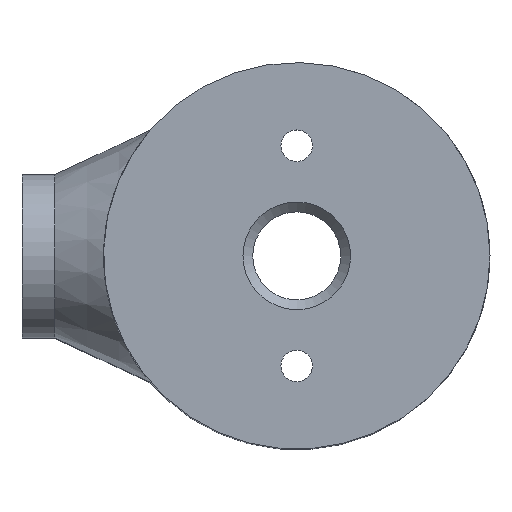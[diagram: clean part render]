
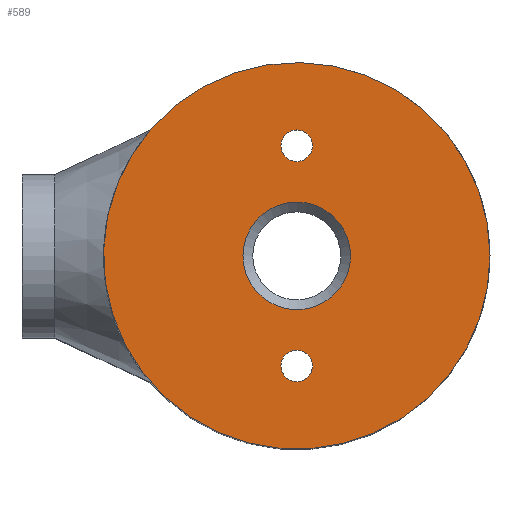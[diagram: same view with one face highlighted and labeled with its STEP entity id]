
A CAD part, top view. The second image highlights one B-rep face of the part: STEP entity #589.
In plain terms, the highlighted planar face has unit normal (0, 0, 1).
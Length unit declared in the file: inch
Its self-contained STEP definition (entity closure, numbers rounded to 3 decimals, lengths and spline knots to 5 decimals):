
#94=PLANE($,#658);
#118=FACE_BOUND($,#245,.T.);
#119=FACE_BOUND($,#246,.T.);
#120=FACE_BOUND($,#247,.T.);
#153=CIRCLE($,#652,0.5925);
#155=CIRCLE($,#655,0.165);
#157=CIRCLE($,#659,0.0485);
#158=CIRCLE($,#660,0.0485);
#191=FACE_OUTER_BOUND($,#244,.T.);
#244=EDGE_LOOP($,(#519));
#245=EDGE_LOOP($,(#520));
#246=EDGE_LOOP($,(#521));
#247=EDGE_LOOP($,(#522));
#313=VERTEX_POINT($,#1085);
#315=VERTEX_POINT($,#1090);
#317=VERTEX_POINT($,#1096);
#318=VERTEX_POINT($,#1098);
#385=EDGE_CURVE($,#313,#313,#153,.T.);
#387=EDGE_CURVE($,#315,#315,#155,.T.);
#389=EDGE_CURVE($,#317,#317,#157,.T.);
#390=EDGE_CURVE($,#318,#318,#158,.T.);
#519=ORIENTED_EDGE($,*,*,#385,.F.);
#520=ORIENTED_EDGE($,*,*,#389,.T.);
#521=ORIENTED_EDGE($,*,*,#390,.T.);
#522=ORIENTED_EDGE($,*,*,#387,.F.);
#589=ADVANCED_FACE($,(#191,#118,#119,#120),#94,.T.);
#652=AXIS2_PLACEMENT_3D($,#1086,#810,#811);
#655=AXIS2_PLACEMENT_3D($,#1091,#816,#817);
#658=AXIS2_PLACEMENT_3D($,#1095,#822,#823);
#659=AXIS2_PLACEMENT_3D($,#1097,#824,#825);
#660=AXIS2_PLACEMENT_3D($,#1099,#826,#827);
#810=DIRECTION('center_axis',(0.,0.,-1.));
#811=DIRECTION('ref_axis',(-1.,0.,0.));
#816=DIRECTION('center_axis',(0.,0.,1.));
#817=DIRECTION('ref_axis',(-1.,0.,0.));
#822=DIRECTION('center_axis',(0.,0.,1.));
#823=DIRECTION('ref_axis',(1.,0.,0.));
#824=DIRECTION('center_axis',(0.,0.,-1.));
#825=DIRECTION('ref_axis',(1.,0.,0.));
#826=DIRECTION('center_axis',(0.,0.,-1.));
#827=DIRECTION('ref_axis',(1.,0.,0.));
#1085=CARTESIAN_POINT('',(0.5925,0.,0.1));
#1086=CARTESIAN_POINT('Origin',(0.,0.,0.1));
#1090=CARTESIAN_POINT('',(0.165,0.,0.1));
#1091=CARTESIAN_POINT('Origin',(0.,0.,0.1));
#1095=CARTESIAN_POINT('Origin',(0.,0.,
0.1));
#1096=CARTESIAN_POINT('',(0.0485,-0.3375,0.1));
#1097=CARTESIAN_POINT('Origin',(0.,-0.3375,0.1));
#1098=CARTESIAN_POINT('',(0.0485,0.3375,0.1));
#1099=CARTESIAN_POINT('Origin',(0.,0.3375,0.1));
